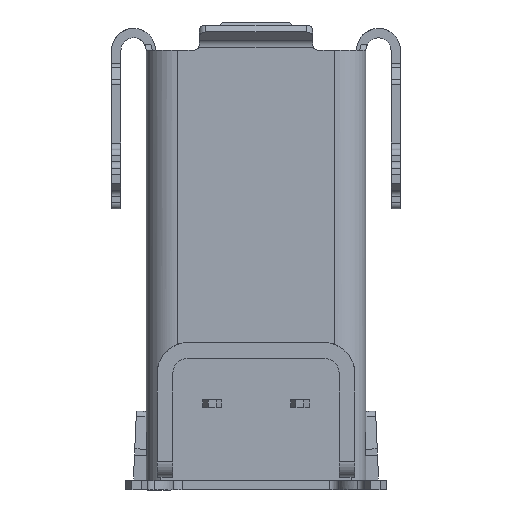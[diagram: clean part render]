
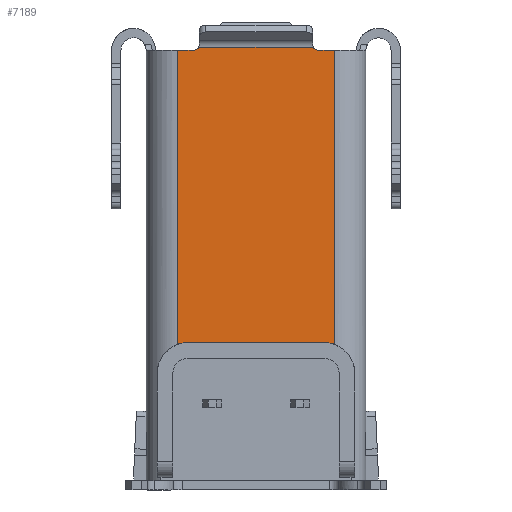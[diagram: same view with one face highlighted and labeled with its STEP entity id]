
A CAD part, front view. The second image highlights one B-rep face of the part: STEP entity #7189.
In plain terms, the highlighted planar face has unit normal (0, -1, 0).
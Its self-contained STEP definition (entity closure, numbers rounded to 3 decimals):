
#145 = DIRECTION ( 'NONE',  ( -1., 0., 0. ) ) ;
#347 = CARTESIAN_POINT ( 'NONE',  ( -1.827, -2., 0.1 ) ) ;
#448 = CARTESIAN_POINT ( 'NONE',  ( 2.5, -2., 0. ) ) ;
#577 = LINE ( 'NONE', #11054, #18176 ) ;
#775 = AXIS2_PLACEMENT_3D ( 'NONE', #10222, #7029, #5017 ) ;
#969 = DIRECTION ( 'NONE',  ( 0., 0., -1. ) ) ;
#1292 = VERTEX_POINT ( 'NONE', #6375 ) ;
#2498 = EDGE_CURVE ( 'NONE', #1292, #18473, #20171, .T. ) ;
#2753 = CARTESIAN_POINT ( 'NONE',  ( -2., -2., 0.2 ) ) ;
#3367 = CARTESIAN_POINT ( 'NONE',  ( -2.5, -2., -9.363 ) ) ;
#3381 = VERTEX_POINT ( 'NONE', #22027 ) ;
#3390 = CARTESIAN_POINT ( 'NONE',  ( -2.15, -2., -10.3 ) ) ;
#3541 = CARTESIAN_POINT ( 'NONE',  ( 2.5, -2., -13.7 ) ) ;
#3929 = AXIS2_PLACEMENT_3D ( 'NONE', #10706, #10932, #18018 ) ;
#4305 = EDGE_CURVE ( 'NONE', #3381, #4840, #577, .T. ) ;
#4735 = VECTOR ( 'NONE', #9368, 1000. ) ;
#4840 = VERTEX_POINT ( 'NONE', #3367 ) ;
#5017 = DIRECTION ( 'NONE',  ( 1., 0., 0. ) ) ;
#5038 = ORIENTED_EDGE ( 'NONE', *, *, #12071, .F. ) ;
#5056 = CIRCLE ( 'NONE', #22419, 1. ) ;
#5294 = LINE ( 'NONE', #21725, #19068 ) ;
#5352 = VERTEX_POINT ( 'NONE', #19180 ) ;
#5406 = ORIENTED_EDGE ( 'NONE', *, *, #16411, .T. ) ;
#5954 = DIRECTION ( 'NONE',  ( 0., 0., -1. ) ) ;
#6210 = VERTEX_POINT ( 'NONE', #14023 ) ;
#6375 = CARTESIAN_POINT ( 'NONE',  ( 1.827, -2., 0.1 ) ) ;
#6664 = ORIENTED_EDGE ( 'NONE', *, *, #4305, .T. ) ;
#7029 = DIRECTION ( 'NONE',  ( 0., 1., 0. ) ) ;
#7189 = ADVANCED_FACE ( 'NONE', ( #19683 ), #21465, .T. ) ;
#8983 = DIRECTION ( 'NONE',  ( 0., -1., 0. ) ) ;
#9193 = CARTESIAN_POINT ( 'NONE',  ( -2.5, -2., 0.1 ) ) ;
#9368 = DIRECTION ( 'NONE',  ( 0., 0., 1. ) ) ;
#9495 = VECTOR ( 'NONE', #11512, 1000. ) ;
#10023 = CARTESIAN_POINT ( 'NONE',  ( -2., -2., 0. ) ) ;
#10222 = CARTESIAN_POINT ( 'NONE',  ( 2., -2., 0.2 ) ) ;
#10615 = EDGE_CURVE ( 'NONE', #5352, #11425, #20109, .T. ) ;
#10706 = CARTESIAN_POINT ( 'NONE',  ( -2.5, -2., -13.7 ) ) ;
#10732 = VECTOR ( 'NONE', #11796, 1000. ) ;
#10932 = DIRECTION ( 'NONE',  ( 0., -1., 0. ) ) ;
#11054 = CARTESIAN_POINT ( 'NONE',  ( -2.5, -2., -13.7 ) ) ;
#11199 = ORIENTED_EDGE ( 'NONE', *, *, #2498, .T. ) ;
#11425 = VERTEX_POINT ( 'NONE', #448 ) ;
#11512 = DIRECTION ( 'NONE',  ( 1., 0., 0. ) ) ;
#11710 = ORIENTED_EDGE ( 'NONE', *, *, #10615, .T. ) ;
#11796 = DIRECTION ( 'NONE',  ( 1., 0., 0. ) ) ;
#12071 = EDGE_CURVE ( 'NONE', #3381, #23421, #18729, .T. ) ;
#12093 = ORIENTED_EDGE ( 'NONE', *, *, #18035, .F. ) ;
#12279 = DIRECTION ( 'NONE',  ( 0., -1., 0. ) ) ;
#12795 = EDGE_CURVE ( 'NONE', #5352, #6210, #17438, .T. ) ;
#12825 = DIRECTION ( 'NONE',  ( -1., 0., 0. ) ) ;
#13595 = ORIENTED_EDGE ( 'NONE', *, *, #19605, .T. ) ;
#13816 = CARTESIAN_POINT ( 'NONE',  ( -2.5, -2., -9.3 ) ) ;
#14023 = CARTESIAN_POINT ( 'NONE',  ( 2.15, -2., -9.3 ) ) ;
#14720 = EDGE_CURVE ( 'NONE', #23198, #1292, #20084, .T. ) ;
#14821 = VECTOR ( 'NONE', #145, 1000. ) ;
#15309 = CARTESIAN_POINT ( 'NONE',  ( -2.15, -2., -9.3 ) ) ;
#15702 = DIRECTION ( 'NONE',  ( 0., 0., -1. ) ) ;
#16323 = EDGE_CURVE ( 'NONE', #20355, #6210, #23020, .T. ) ;
#16411 = EDGE_CURVE ( 'NONE', #11425, #23198, #5294, .T. ) ;
#17301 = DIRECTION ( 'NONE',  ( 0., 1., 0. ) ) ;
#17438 = CIRCLE ( 'NONE', #21604, 1. ) ;
#18018 = DIRECTION ( 'NONE',  ( 0., 0., -1. ) ) ;
#18035 = EDGE_CURVE ( 'NONE', #20355, #4840, #5056, .T. ) ;
#18176 = VECTOR ( 'NONE', #5954, 1000. ) ;
#18473 = VERTEX_POINT ( 'NONE', #347 ) ;
#18567 = CARTESIAN_POINT ( 'NONE',  ( 2., -2., 0. ) ) ;
#18729 = LINE ( 'NONE', #20383, #9495 ) ;
#19068 = VECTOR ( 'NONE', #12825, 1000. ) ;
#19180 = CARTESIAN_POINT ( 'NONE',  ( 2.5, -2., -9.363 ) ) ;
#19605 = EDGE_CURVE ( 'NONE', #18473, #23421, #23274, .T. ) ;
#19683 = FACE_OUTER_BOUND ( 'NONE', #23055, .T. ) ;
#19949 = DIRECTION ( 'NONE',  ( 0., 0., -1. ) ) ;
#20018 = ORIENTED_EDGE ( 'NONE', *, *, #16323, .T. ) ;
#20084 = CIRCLE ( 'NONE', #775, 0.2 ) ;
#20109 = LINE ( 'NONE', #3541, #4735 ) ;
#20171 = LINE ( 'NONE', #9193, #14821 ) ;
#20265 = ORIENTED_EDGE ( 'NONE', *, *, #14720, .T. ) ;
#20355 = VERTEX_POINT ( 'NONE', #15309 ) ;
#20383 = CARTESIAN_POINT ( 'NONE',  ( -3.5, -2., 0. ) ) ;
#20661 = AXIS2_PLACEMENT_3D ( 'NONE', #2753, #17301, #969 ) ;
#21465 = PLANE ( 'NONE',  #3929 ) ;
#21574 = ORIENTED_EDGE ( 'NONE', *, *, #12795, .F. ) ;
#21604 = AXIS2_PLACEMENT_3D ( 'NONE', #23136, #8983, #19949 ) ;
#21725 = CARTESIAN_POINT ( 'NONE',  ( 2.5, -2., 0. ) ) ;
#22027 = CARTESIAN_POINT ( 'NONE',  ( -2.5, -2., 0. ) ) ;
#22419 = AXIS2_PLACEMENT_3D ( 'NONE', #3390, #12279, #15702 ) ;
#23020 = LINE ( 'NONE', #13816, #10732 ) ;
#23055 = EDGE_LOOP ( 'NONE', ( #5038, #6664, #12093, #20018, #21574, #11710, #5406, #20265, #11199, #13595 ) ) ;
#23136 = CARTESIAN_POINT ( 'NONE',  ( 2.15, -2., -10.3 ) ) ;
#23198 = VERTEX_POINT ( 'NONE', #18567 ) ;
#23274 = CIRCLE ( 'NONE', #20661, 0.2 ) ;
#23421 = VERTEX_POINT ( 'NONE', #10023 ) ;
